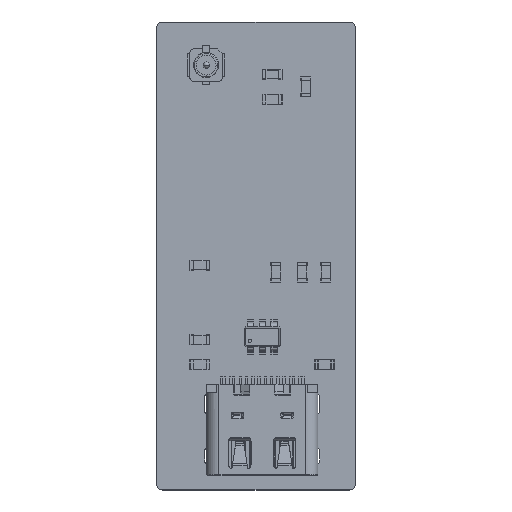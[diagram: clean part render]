
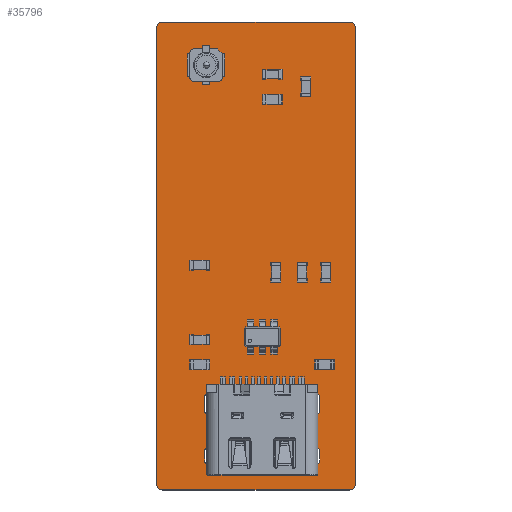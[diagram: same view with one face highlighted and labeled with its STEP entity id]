
A CAD part, top view. The second image highlights one B-rep face of the part: STEP entity #35796.
In plain terms, the highlighted planar face has unit normal (0, 0, 1).
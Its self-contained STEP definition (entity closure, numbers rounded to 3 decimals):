
#35481 = VERTEX_POINT('',#35482);
#35482 = CARTESIAN_POINT('',(130.5,-76.,1.51));
#35488 = EDGE_CURVE('',#35481,#35489,#35491,.T.);
#35489 = VERTEX_POINT('',#35490);
#35490 = CARTESIAN_POINT('',(131.,-76.5,1.51));
#35491 = CIRCLE('',#35492,0.5);
#35492 = AXIS2_PLACEMENT_3D('',#35493,#35494,#35495);
#35493 = CARTESIAN_POINT('',(130.5,-76.5,1.51));
#35494 = DIRECTION('',(0.,0.,-1.));
#35495 = DIRECTION('',(0.,1.,0.));
#35523 = VERTEX_POINT('',#35524);
#35524 = CARTESIAN_POINT('',(115.5,-76.,1.51));
#35530 = EDGE_CURVE('',#35523,#35481,#35531,.T.);
#35531 = LINE('',#35532,#35533);
#35532 = CARTESIAN_POINT('',(115.5,-76.,1.51));
#35533 = VECTOR('',#35534,1.);
#35534 = DIRECTION('',(1.,0.,0.));
#35552 = EDGE_CURVE('',#35489,#35553,#35555,.T.);
#35553 = VERTEX_POINT('',#35554);
#35554 = CARTESIAN_POINT('',(131.,-113.046,1.51));
#35555 = LINE('',#35556,#35557);
#35556 = CARTESIAN_POINT('',(131.,-76.5,1.51));
#35557 = VECTOR('',#35558,1.);
#35558 = DIRECTION('',(0.,-1.,0.));
#35796 = ADVANCED_FACE('',(#35797,#35843,#35879,#35915,#35951,#35962,
    #35973),#36009,.T.);
#35797 = FACE_BOUND('',#35798,.T.);
#35798 = EDGE_LOOP('',(#35799,#35800,#35801,#35810,#35818,#35827,#35835,
    #35842));
#35799 = ORIENTED_EDGE('',*,*,#35488,.F.);
#35800 = ORIENTED_EDGE('',*,*,#35530,.F.);
#35801 = ORIENTED_EDGE('',*,*,#35802,.F.);
#35802 = EDGE_CURVE('',#35803,#35523,#35805,.T.);
#35803 = VERTEX_POINT('',#35804);
#35804 = CARTESIAN_POINT('',(115.,-76.5,1.51));
#35805 = CIRCLE('',#35806,0.5);
#35806 = AXIS2_PLACEMENT_3D('',#35807,#35808,#35809);
#35807 = CARTESIAN_POINT('',(115.5,-76.5,1.51));
#35808 = DIRECTION('',(0.,0.,-1.));
#35809 = DIRECTION('',(-1.,0.,0.));
#35810 = ORIENTED_EDGE('',*,*,#35811,.F.);
#35811 = EDGE_CURVE('',#35812,#35803,#35814,.T.);
#35812 = VERTEX_POINT('',#35813);
#35813 = CARTESIAN_POINT('',(115.,-113.046,1.51));
#35814 = LINE('',#35815,#35816);
#35815 = CARTESIAN_POINT('',(115.,-113.046,1.51));
#35816 = VECTOR('',#35817,1.);
#35817 = DIRECTION('',(0.,1.,0.));
#35818 = ORIENTED_EDGE('',*,*,#35819,.F.);
#35819 = EDGE_CURVE('',#35820,#35812,#35822,.T.);
#35820 = VERTEX_POINT('',#35821);
#35821 = CARTESIAN_POINT('',(115.5,-113.546,1.51));
#35822 = CIRCLE('',#35823,0.5);
#35823 = AXIS2_PLACEMENT_3D('',#35824,#35825,#35826);
#35824 = CARTESIAN_POINT('',(115.5,-113.046,1.51));
#35825 = DIRECTION('',(0.,0.,-1.));
#35826 = DIRECTION('',(0.,-1.,-0.));
#35827 = ORIENTED_EDGE('',*,*,#35828,.F.);
#35828 = EDGE_CURVE('',#35829,#35820,#35831,.T.);
#35829 = VERTEX_POINT('',#35830);
#35830 = CARTESIAN_POINT('',(130.5,-113.546,1.51));
#35831 = LINE('',#35832,#35833);
#35832 = CARTESIAN_POINT('',(130.5,-113.546,1.51));
#35833 = VECTOR('',#35834,1.);
#35834 = DIRECTION('',(-1.,0.,0.));
#35835 = ORIENTED_EDGE('',*,*,#35836,.F.);
#35836 = EDGE_CURVE('',#35553,#35829,#35837,.T.);
#35837 = CIRCLE('',#35838,0.5);
#35838 = AXIS2_PLACEMENT_3D('',#35839,#35840,#35841);
#35839 = CARTESIAN_POINT('',(130.5,-113.046,1.51));
#35840 = DIRECTION('',(0.,0.,-1.));
#35841 = DIRECTION('',(1.,0.,0.));
#35842 = ORIENTED_EDGE('',*,*,#35552,.F.);
#35843 = FACE_BOUND('',#35844,.T.);
#35844 = EDGE_LOOP('',(#35845,#35856,#35864,#35873));
#35845 = ORIENTED_EDGE('',*,*,#35846,.T.);
#35846 = EDGE_CURVE('',#35847,#35849,#35851,.T.);
#35847 = VERTEX_POINT('',#35848);
#35848 = CARTESIAN_POINT('',(119.48,-111.232,1.51));
#35849 = VERTEX_POINT('',#35850);
#35850 = CARTESIAN_POINT('',(118.88,-111.232,1.51));
#35851 = CIRCLE('',#35852,0.3);
#35852 = AXIS2_PLACEMENT_3D('',#35853,#35854,#35855);
#35853 = CARTESIAN_POINT('',(119.18,-111.232,1.51));
#35854 = DIRECTION('',(-0.,0.,-1.));
#35855 = DIRECTION('',(-1.,0.,0.));
#35856 = ORIENTED_EDGE('',*,*,#35857,.T.);
#35857 = EDGE_CURVE('',#35849,#35858,#35860,.T.);
#35858 = VERTEX_POINT('',#35859);
#35859 = CARTESIAN_POINT('',(118.88,-110.433,1.51));
#35860 = LINE('',#35861,#35862);
#35861 = CARTESIAN_POINT('',(118.88,-55.216,1.51));
#35862 = VECTOR('',#35863,1.);
#35863 = DIRECTION('',(-0.,1.,0.));
#35864 = ORIENTED_EDGE('',*,*,#35865,.T.);
#35865 = EDGE_CURVE('',#35858,#35866,#35868,.T.);
#35866 = VERTEX_POINT('',#35867);
#35867 = CARTESIAN_POINT('',(119.48,-110.433,1.51));
#35868 = CIRCLE('',#35869,0.3);
#35869 = AXIS2_PLACEMENT_3D('',#35870,#35871,#35872);
#35870 = CARTESIAN_POINT('',(119.18,-110.433,1.51));
#35871 = DIRECTION('',(0.,-0.,-1.));
#35872 = DIRECTION('',(1.,0.,-0.));
#35873 = ORIENTED_EDGE('',*,*,#35874,.T.);
#35874 = EDGE_CURVE('',#35866,#35847,#35875,.T.);
#35875 = LINE('',#35876,#35877);
#35876 = CARTESIAN_POINT('',(119.48,-55.616,1.51));
#35877 = VECTOR('',#35878,1.);
#35878 = DIRECTION('',(0.,-1.,0.));
#35879 = FACE_BOUND('',#35880,.T.);
#35880 = EDGE_LOOP('',(#35881,#35892,#35900,#35909));
#35881 = ORIENTED_EDGE('',*,*,#35882,.T.);
#35882 = EDGE_CURVE('',#35883,#35885,#35887,.T.);
#35883 = VERTEX_POINT('',#35884);
#35884 = CARTESIAN_POINT('',(128.12,-111.232,1.51));
#35885 = VERTEX_POINT('',#35886);
#35886 = CARTESIAN_POINT('',(127.52,-111.232,1.51));
#35887 = CIRCLE('',#35888,0.3);
#35888 = AXIS2_PLACEMENT_3D('',#35889,#35890,#35891);
#35889 = CARTESIAN_POINT('',(127.82,-111.232,1.51));
#35890 = DIRECTION('',(-0.,0.,-1.));
#35891 = DIRECTION('',(-1.,0.,0.));
#35892 = ORIENTED_EDGE('',*,*,#35893,.T.);
#35893 = EDGE_CURVE('',#35885,#35894,#35896,.T.);
#35894 = VERTEX_POINT('',#35895);
#35895 = CARTESIAN_POINT('',(127.52,-110.433,1.51));
#35896 = LINE('',#35897,#35898);
#35897 = CARTESIAN_POINT('',(127.52,-55.216,1.51));
#35898 = VECTOR('',#35899,1.);
#35899 = DIRECTION('',(-0.,1.,0.));
#35900 = ORIENTED_EDGE('',*,*,#35901,.T.);
#35901 = EDGE_CURVE('',#35894,#35902,#35904,.T.);
#35902 = VERTEX_POINT('',#35903);
#35903 = CARTESIAN_POINT('',(128.12,-110.433,1.51));
#35904 = CIRCLE('',#35905,0.3);
#35905 = AXIS2_PLACEMENT_3D('',#35906,#35907,#35908);
#35906 = CARTESIAN_POINT('',(127.82,-110.433,1.51));
#35907 = DIRECTION('',(0.,-0.,-1.));
#35908 = DIRECTION('',(1.,0.,-0.));
#35909 = ORIENTED_EDGE('',*,*,#35910,.T.);
#35910 = EDGE_CURVE('',#35902,#35883,#35911,.T.);
#35911 = LINE('',#35912,#35913);
#35912 = CARTESIAN_POINT('',(128.12,-55.616,1.51));
#35913 = VECTOR('',#35914,1.);
#35914 = DIRECTION('',(0.,-1.,0.));
#35915 = FACE_BOUND('',#35916,.T.);
#35916 = EDGE_LOOP('',(#35917,#35928,#35936,#35945));
#35917 = ORIENTED_EDGE('',*,*,#35918,.T.);
#35918 = EDGE_CURVE('',#35919,#35921,#35923,.T.);
#35919 = VERTEX_POINT('',#35920);
#35920 = CARTESIAN_POINT('',(119.48,-107.202,1.51));
#35921 = VERTEX_POINT('',#35922);
#35922 = CARTESIAN_POINT('',(118.88,-107.202,1.51));
#35923 = CIRCLE('',#35924,0.3);
#35924 = AXIS2_PLACEMENT_3D('',#35925,#35926,#35927);
#35925 = CARTESIAN_POINT('',(119.18,-107.202,1.51));
#35926 = DIRECTION('',(-0.,0.,-1.));
#35927 = DIRECTION('',(-1.,0.,0.));
#35928 = ORIENTED_EDGE('',*,*,#35929,.T.);
#35929 = EDGE_CURVE('',#35921,#35930,#35932,.T.);
#35930 = VERTEX_POINT('',#35931);
#35931 = CARTESIAN_POINT('',(118.88,-106.103,1.51));
#35932 = LINE('',#35933,#35934);
#35933 = CARTESIAN_POINT('',(118.88,-53.051,1.51));
#35934 = VECTOR('',#35935,1.);
#35935 = DIRECTION('',(-0.,1.,0.));
#35936 = ORIENTED_EDGE('',*,*,#35937,.T.);
#35937 = EDGE_CURVE('',#35930,#35938,#35940,.T.);
#35938 = VERTEX_POINT('',#35939);
#35939 = CARTESIAN_POINT('',(119.48,-106.103,1.51));
#35940 = CIRCLE('',#35941,0.3);
#35941 = AXIS2_PLACEMENT_3D('',#35942,#35943,#35944);
#35942 = CARTESIAN_POINT('',(119.18,-106.103,1.51));
#35943 = DIRECTION('',(0.,-0.,-1.));
#35944 = DIRECTION('',(1.,0.,-0.));
#35945 = ORIENTED_EDGE('',*,*,#35946,.T.);
#35946 = EDGE_CURVE('',#35938,#35919,#35947,.T.);
#35947 = LINE('',#35948,#35949);
#35948 = CARTESIAN_POINT('',(119.48,-53.601,1.51));
#35949 = VECTOR('',#35950,1.);
#35950 = DIRECTION('',(0.,-1.,0.));
#35951 = FACE_BOUND('',#35952,.T.);
#35952 = EDGE_LOOP('',(#35953));
#35953 = ORIENTED_EDGE('',*,*,#35954,.T.);
#35954 = EDGE_CURVE('',#35955,#35955,#35957,.T.);
#35955 = VERTEX_POINT('',#35956);
#35956 = CARTESIAN_POINT('',(120.6,-107.478,1.51));
#35957 = CIRCLE('',#35958,0.325);
#35958 = AXIS2_PLACEMENT_3D('',#35959,#35960,#35961);
#35959 = CARTESIAN_POINT('',(120.6,-107.153,1.51));
#35960 = DIRECTION('',(-0.,0.,-1.));
#35961 = DIRECTION('',(-0.,-1.,0.));
#35962 = FACE_BOUND('',#35963,.T.);
#35963 = EDGE_LOOP('',(#35964));
#35964 = ORIENTED_EDGE('',*,*,#35965,.T.);
#35965 = EDGE_CURVE('',#35966,#35966,#35968,.T.);
#35966 = VERTEX_POINT('',#35967);
#35967 = CARTESIAN_POINT('',(126.39,-107.478,1.51));
#35968 = CIRCLE('',#35969,0.325);
#35969 = AXIS2_PLACEMENT_3D('',#35970,#35971,#35972);
#35970 = CARTESIAN_POINT('',(126.39,-107.153,1.51));
#35971 = DIRECTION('',(-0.,0.,-1.));
#35972 = DIRECTION('',(-0.,-1.,0.));
#35973 = FACE_BOUND('',#35974,.T.);
#35974 = EDGE_LOOP('',(#35975,#35986,#35994,#36003));
#35975 = ORIENTED_EDGE('',*,*,#35976,.T.);
#35976 = EDGE_CURVE('',#35977,#35979,#35981,.T.);
#35977 = VERTEX_POINT('',#35978);
#35978 = CARTESIAN_POINT('',(128.12,-107.202,1.51));
#35979 = VERTEX_POINT('',#35980);
#35980 = CARTESIAN_POINT('',(127.52,-107.202,1.51));
#35981 = CIRCLE('',#35982,0.3);
#35982 = AXIS2_PLACEMENT_3D('',#35983,#35984,#35985);
#35983 = CARTESIAN_POINT('',(127.82,-107.202,1.51));
#35984 = DIRECTION('',(-0.,0.,-1.));
#35985 = DIRECTION('',(-1.,0.,0.));
#35986 = ORIENTED_EDGE('',*,*,#35987,.T.);
#35987 = EDGE_CURVE('',#35979,#35988,#35990,.T.);
#35988 = VERTEX_POINT('',#35989);
#35989 = CARTESIAN_POINT('',(127.52,-106.103,1.51));
#35990 = LINE('',#35991,#35992);
#35991 = CARTESIAN_POINT('',(127.52,-53.051,1.51));
#35992 = VECTOR('',#35993,1.);
#35993 = DIRECTION('',(-0.,1.,0.));
#35994 = ORIENTED_EDGE('',*,*,#35995,.T.);
#35995 = EDGE_CURVE('',#35988,#35996,#35998,.T.);
#35996 = VERTEX_POINT('',#35997);
#35997 = CARTESIAN_POINT('',(128.12,-106.103,1.51));
#35998 = CIRCLE('',#35999,0.3);
#35999 = AXIS2_PLACEMENT_3D('',#36000,#36001,#36002);
#36000 = CARTESIAN_POINT('',(127.82,-106.103,1.51));
#36001 = DIRECTION('',(0.,-0.,-1.));
#36002 = DIRECTION('',(1.,0.,-0.));
#36003 = ORIENTED_EDGE('',*,*,#36004,.T.);
#36004 = EDGE_CURVE('',#35996,#35977,#36005,.T.);
#36005 = LINE('',#36006,#36007);
#36006 = CARTESIAN_POINT('',(128.12,-53.601,1.51));
#36007 = VECTOR('',#36008,1.);
#36008 = DIRECTION('',(0.,-1.,0.));
#36009 = PLANE('',#36010);
#36010 = AXIS2_PLACEMENT_3D('',#36011,#36012,#36013);
#36011 = CARTESIAN_POINT('',(0.,0.,1.51));
#36012 = DIRECTION('',(0.,0.,1.));
#36013 = DIRECTION('',(1.,0.,-0.));
